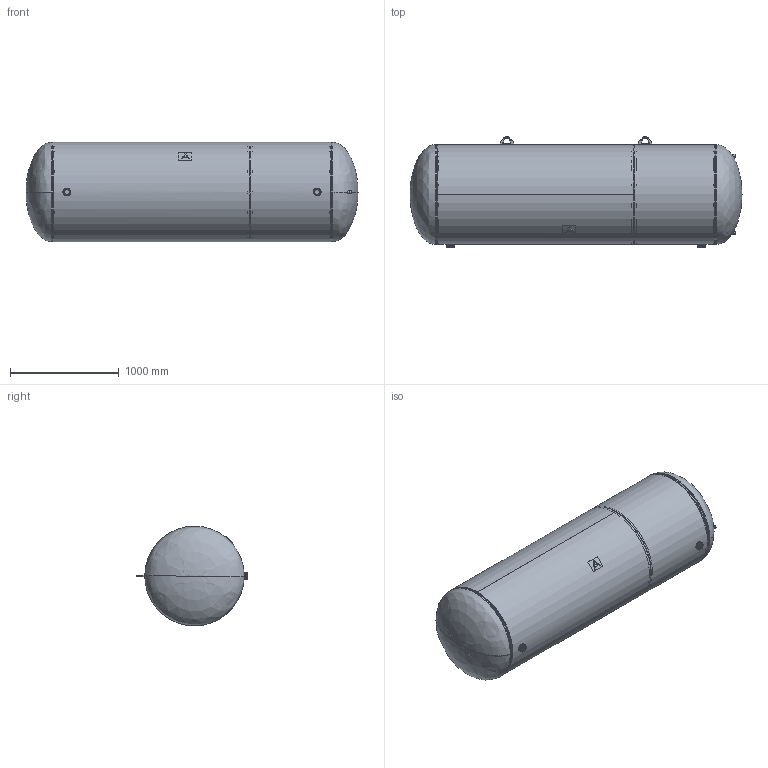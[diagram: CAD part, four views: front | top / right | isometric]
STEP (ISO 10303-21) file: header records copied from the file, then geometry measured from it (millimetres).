
FILE_DESCRIPTION (( 'STEP AP203' ), '1' );
FILE_NAME ('36NA120.STEP', '2021-03-11T14:55:51', ( '' ), ( '' ), 'SwSTEP 2.0', 'SolidWorks 2021', '' );
FILE_SCHEMA (( 'CONFIG_CONTROL_DESIGN' ));
Length unit declared in the file: inch
Products named in the file (11): 99B0803; 9400542; 9500080; 8500012; 99B0804; 9600830_36" HORIZ; Couplings_9500557; BACKING RINGS, .250 X 1.5 SA-36_35.600; 36NA120; 9200217; 9200210
Assembly tree (14 placements, depth 2):
  36NA120
    99B0803
    99B0804
    9200210
    9200217
    Couplings_9500557  x2
    9500080  x2
    8500012  x2
    9400542  x2
    BACKING RINGS, .250 X 1.5 SA-36_35.600
    9600830_36" HORIZ
Bounding box: 3048 x 1017.14 x 914.4 mm (x, y, z)
Volume: 41330529.9 mm3; surface area: 18955571.9 mm2
Topology: 14 solids, 14 shells, 654 faces, 1412 edges, 808 vertices
Faces by surface type: cylinder 230, cone 228, plane 102, torus 70, bspline 24
Full cylindrical faces by diameter (mm): 891.54 x1, 904.24 x2, 912.978 x1
Entity records: 16086 total; most frequent: CARTESIAN_POINT 6324, DIRECTION 1907, ORIENTED_EDGE 1680, EDGE_CURVE 840, AXIS2_PLACEMENT_3D 784, VERTEX_POINT 489, EDGE_LOOP 415, CIRCLE 406
